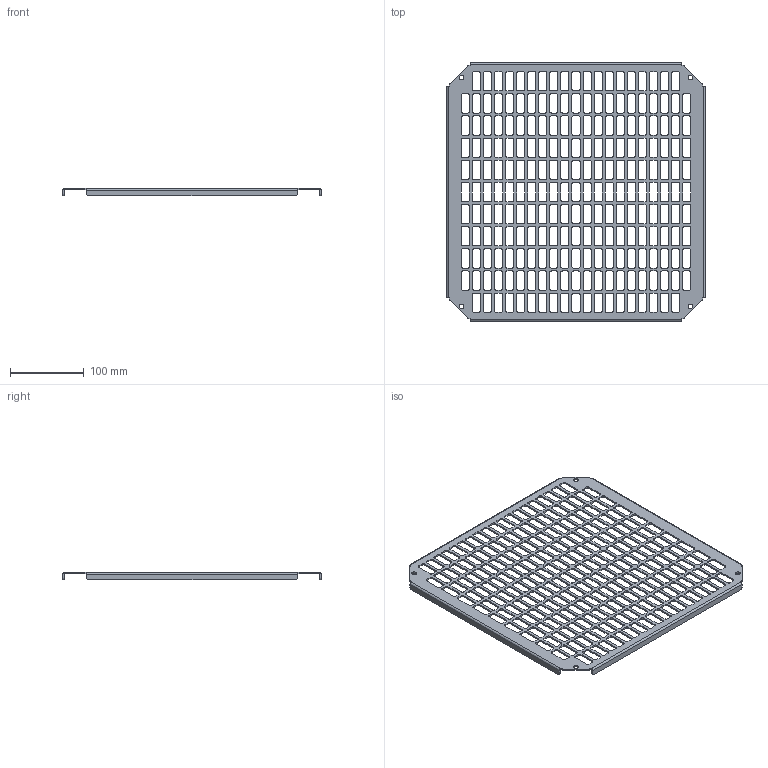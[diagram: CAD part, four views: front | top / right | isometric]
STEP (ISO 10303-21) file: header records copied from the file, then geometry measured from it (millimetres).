
FILE_DESCRIPTION (( 'STEP AP203' ), '1' );
FILE_NAME ('MPP 4040.STEP', '2021-12-08T11:21:21', ( '' ), ( '' ), 'SwSTEP 2.0', 'SolidWorks 2020', '' );
FILE_SCHEMA (( 'CONFIG_CONTROL_DESIGN' ));
Length unit declared in the file: millimetre
Products named in the file (1): MPP 4040
Bounding box: 350 x 350 x 10 mm (x, y, z)
Volume: 129052.4 mm3; surface area: 164030.7 mm2
Topology: 1 solids, 1 shells, 1882 faces, 5640 edges, 3760 vertices
Faces by surface type: plane 942, cylinder 940
Entity records: 64945 total; most frequent: DIRECTION 11286, CARTESIAN_POINT 11283, ORIENTED_EDGE 11280, EDGE_CURVE 5640, AXIS2_PLACEMENT_3D 3763, LINE 3760, VECTOR 3760, VERTEX_POINT 3760
